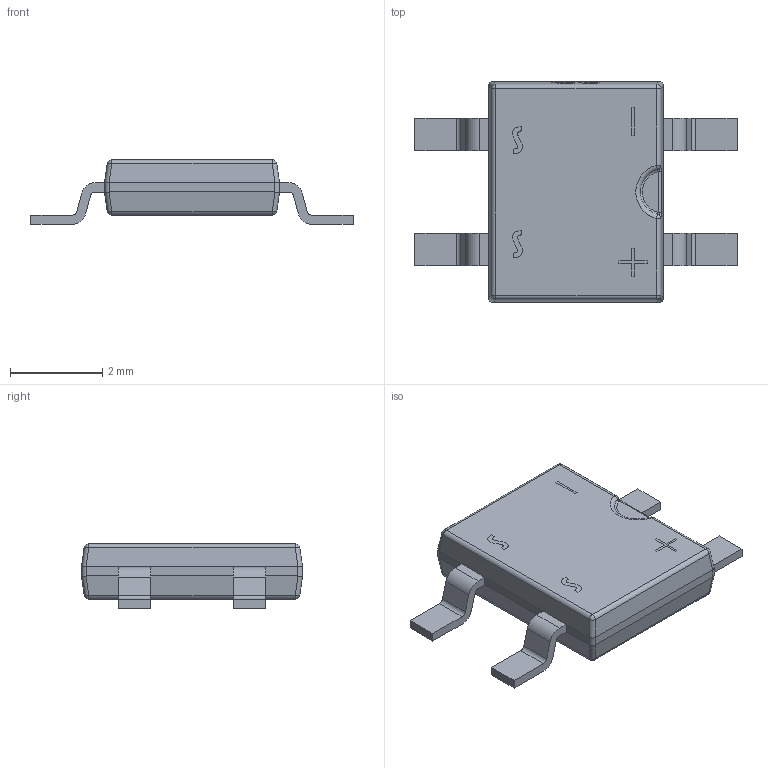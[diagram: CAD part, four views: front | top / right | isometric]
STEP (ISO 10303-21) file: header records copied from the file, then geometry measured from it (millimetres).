
FILE_DESCRIPTION (( 'STEP AP214' ), '1' );
FILE_NAME ('DIO-BG-SMD_4P-L4.9-W4.0-H2.5-LS7.0-P2.54.step', '2022-09-08T09:16:09', ( '' ), ( '' ), 'SwSTEP 2.0', 'SolidWorks 2020', '' );
FILE_SCHEMA (( 'AUTOMOTIVE_DESIGN' ));
Length unit declared in the file: millimetre
Products named in the file (1): DIO-BG-SMD_4P-L4.9-W4.0-H2.5-LS7.0-P2.54
Bounding box: 7 x 4.8 x 1.4 mm (x, y, z)
Volume: 22.3 mm3; surface area: 69.2 mm2
Topology: 5 solids, 5 shells, 337 faces, 918 edges, 614 vertices
Faces by surface type: plane 185, bspline 100, cylinder 38, sphere 10, torus 4
Entity records: 15208 total; most frequent: CARTESIAN_POINT 3632, ORIENTED_EDGE 1836, DIRECTION 1217, EDGE_CURVE 918, VERTEX_POINT 614, LINE 599, VECTOR 599, EDGE_LOOP 360
